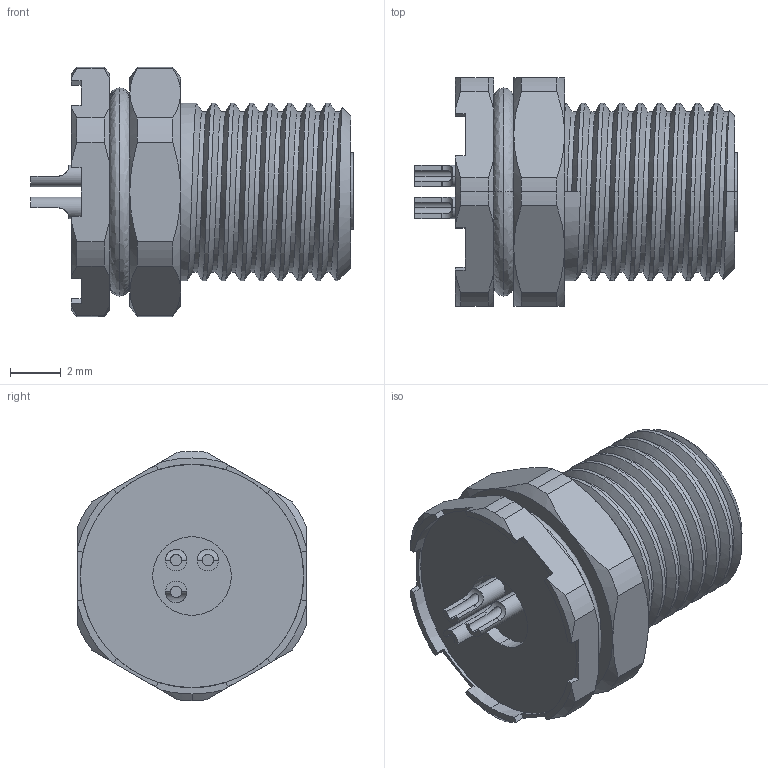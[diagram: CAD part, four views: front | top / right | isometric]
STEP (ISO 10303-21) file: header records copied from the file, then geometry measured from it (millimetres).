
FILE_DESCRIPTION (( 'STEP AP203' ), '1' );
FILE_NAME ('P11(3pin).STEP', '2020-03-30T05:43:08', ( 'edpusr' ), ( 'Microsoft' ), 'SwSTEP 2.0', 'SolidWorks 2015', '' );
FILE_SCHEMA (( 'CONFIG_CONTROL_DESIGN' ));
Length unit declared in the file: millimetre
Products named in the file (1): P11(3pin)
Bounding box: 12.7 x 9 x 9.82 mm (x, y, z)
Volume: 423.5 mm3; surface area: 722.2 mm2
Topology: 1 solids, 1 shells, 194 faces, 511 edges, 331 vertices
Faces by surface type: cylinder 80, plane 65, cone 38, bspline 11
Entity records: 8706 total; most frequent: CARTESIAN_POINT 4110, ORIENTED_EDGE 1022, DIRECTION 878, EDGE_CURVE 511, VERTEX_POINT 331, AXIS2_PLACEMENT_3D 330, LINE 218, VECTOR 218
